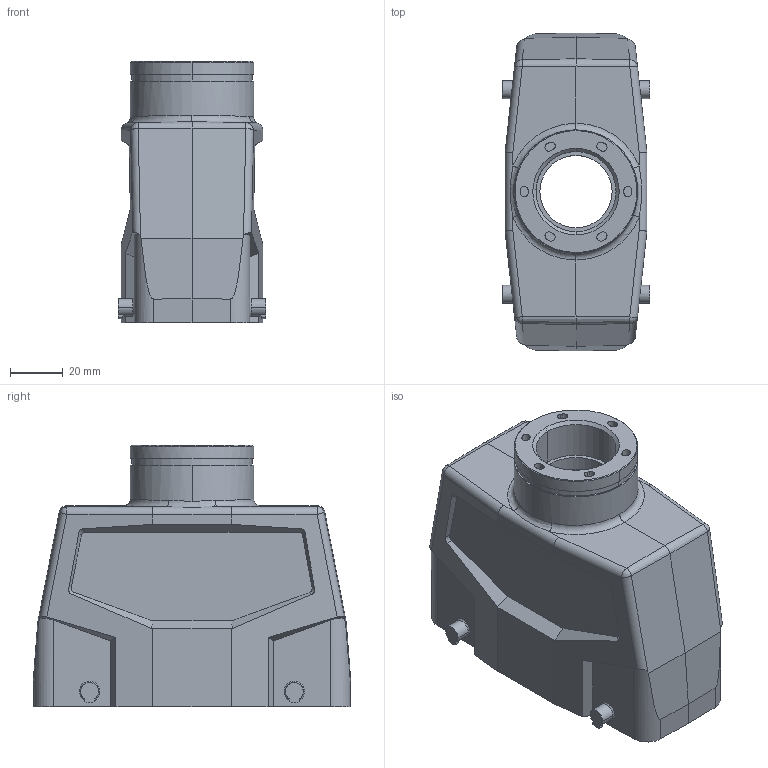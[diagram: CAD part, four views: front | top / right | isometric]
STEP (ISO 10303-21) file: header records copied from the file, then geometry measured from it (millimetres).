
FILE_DESCRIPTION(('CATIA V5 STEP Exchange','CAx-IF Rec.Pracs.--- Model Styling and Organization---1.5--- 2016-08-15','CAx-IF Rec.Pracs.---Supplemental Geometry---1.0---2011-11-01','CAx-IF Rec.Pracs.--- Composite Materials ---1.1---2010-07-15'),'2;1');
FILE_NAME ('2194804-5_0', '2025-09-01T11:30:46+00:00', ('none'), ('Weidmueller'), 'CATIA Version 5-6 Release 2024 SP4', 'CATIA V5 STEP AP214 v3', 'none');
FILE_SCHEMA(('AUTOMOTIVE_DESIGN { 1 0 10303 214 1 1 1 1 }'));
Length unit declared in the file: millimetre
Products named in the file (1): 3164320000
Bounding box: 56 x 121 x 99.5 mm (x, y, z)
Volume: 153316.8 mm3; surface area: 61048.3 mm2
Topology: 1 solids, 1 shells, 305 faces, 967 edges, 674 vertices
Faces by surface type: cylinder 129, plane 120, cone 34, bspline 10, sphere 8, torus 4
Entity records: 13567 total; most frequent: CARTESIAN_POINT 6029, ORIENTED_EDGE 1906, DIRECTION 1023, EDGE_CURVE 953, VERTEX_POINT 674, AXIS2_PLACEMENT_3D 411, VECTOR 407, LINE 407
